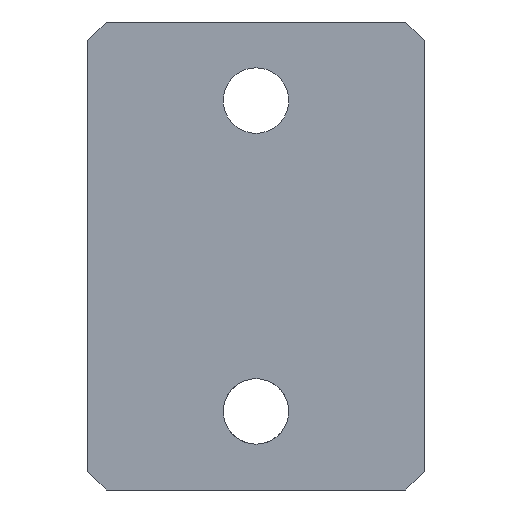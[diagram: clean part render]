
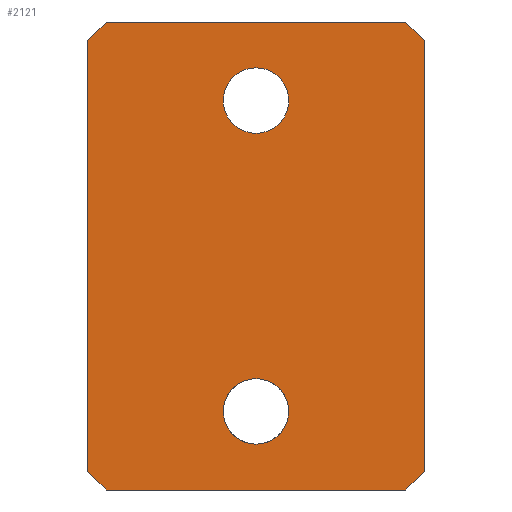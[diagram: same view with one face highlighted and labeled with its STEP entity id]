
A CAD part, front view. The second image highlights one B-rep face of the part: STEP entity #2121.
In plain terms, the highlighted planar face has unit normal (0, -1, 0).
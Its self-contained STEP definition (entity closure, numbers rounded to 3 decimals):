
#25=CIRCLE('',#2222,1.75);
#26=CIRCLE('',#2223,1.75);
#44=FACE_BOUND('',#286,.T.);
#45=FACE_BOUND('',#287,.T.);
#68=PLANE('',#2221);
#171=FACE_OUTER_BOUND('',#285,.T.);
#285=EDGE_LOOP('',(#1681,#1682,#1683,#1684,#1685,#1686,#1687,#1688));
#286=EDGE_LOOP('',(#1689));
#287=EDGE_LOOP('',(#1690));
#431=LINE('',#3476,#674);
#433=LINE('',#3480,#676);
#441=LINE('',#3500,#684);
#442=LINE('',#3502,#685);
#443=LINE('',#3504,#686);
#444=LINE('',#3506,#687);
#445=LINE('',#3508,#688);
#446=LINE('',#3509,#689);
#674=VECTOR('',#2418,10.);
#676=VECTOR('',#2422,10.);
#684=VECTOR('',#2436,10.);
#685=VECTOR('',#2437,10.);
#686=VECTOR('',#2438,10.);
#687=VECTOR('',#2439,10.);
#688=VECTOR('',#2440,10.);
#689=VECTOR('',#2441,10.);
#985=VERTEX_POINT('',#3473);
#986=VERTEX_POINT('',#3475);
#987=VERTEX_POINT('',#3479);
#996=VERTEX_POINT('',#3499);
#997=VERTEX_POINT('',#3501);
#998=VERTEX_POINT('',#3503);
#999=VERTEX_POINT('',#3505);
#1000=VERTEX_POINT('',#3507);
#1001=VERTEX_POINT('',#3510);
#1002=VERTEX_POINT('',#3512);
#1237=EDGE_CURVE('',#985,#986,#431,.T.);
#1239=EDGE_CURVE('',#987,#986,#433,.T.);
#1249=EDGE_CURVE('',#985,#996,#441,.T.);
#1250=EDGE_CURVE('',#997,#996,#442,.T.);
#1251=EDGE_CURVE('',#997,#998,#443,.T.);
#1252=EDGE_CURVE('',#999,#998,#444,.T.);
#1253=EDGE_CURVE('',#999,#1000,#445,.T.);
#1254=EDGE_CURVE('',#987,#1000,#446,.T.);
#1255=EDGE_CURVE('',#1001,#1001,#25,.T.);
#1256=EDGE_CURVE('',#1002,#1002,#26,.T.);
#1681=ORIENTED_EDGE('',*,*,#1237,.F.);
#1682=ORIENTED_EDGE('',*,*,#1249,.T.);
#1683=ORIENTED_EDGE('',*,*,#1250,.F.);
#1684=ORIENTED_EDGE('',*,*,#1251,.T.);
#1685=ORIENTED_EDGE('',*,*,#1252,.F.);
#1686=ORIENTED_EDGE('',*,*,#1253,.T.);
#1687=ORIENTED_EDGE('',*,*,#1254,.F.);
#1688=ORIENTED_EDGE('',*,*,#1239,.T.);
#1689=ORIENTED_EDGE('',*,*,#1255,.T.);
#1690=ORIENTED_EDGE('',*,*,#1256,.T.);
#2121=ADVANCED_FACE('',(#171,#44,#45),#68,.F.);
#2221=AXIS2_PLACEMENT_3D('',#3498,#2434,#2435);
#2222=AXIS2_PLACEMENT_3D('',#3511,#2442,#2443);
#2223=AXIS2_PLACEMENT_3D('',#3513,#2444,#2445);
#2418=DIRECTION('',(0.707,0.,-0.707));
#2422=DIRECTION('',(0.,0.,1.));
#2434=DIRECTION('center_axis',(0.,1.,0.));
#2435=DIRECTION('ref_axis',(1.,0.,0.));
#2436=DIRECTION('',(-1.,0.,0.));
#2437=DIRECTION('',(0.707,0.,0.707));
#2438=DIRECTION('',(0.,0.,-1.));
#2439=DIRECTION('',(-0.707,0.,0.707));
#2440=DIRECTION('',(1.,0.,0.));
#2441=DIRECTION('',(-0.707,0.,-0.707));
#2442=DIRECTION('center_axis',(0.,1.,0.));
#2443=DIRECTION('ref_axis',(1.,0.,0.));
#2444=DIRECTION('center_axis',(0.,1.,0.));
#2445=DIRECTION('ref_axis',(1.,0.,0.));
#3473=CARTESIAN_POINT('',(8.,-2.8,12.5));
#3475=CARTESIAN_POINT('',(9.,-2.8,11.5));
#3476=CARTESIAN_POINT('',(9.375,-2.8,11.125));
#3479=CARTESIAN_POINT('',(9.,-2.8,-11.5));
#3480=CARTESIAN_POINT('',(9.,-2.8,12.5));
#3498=CARTESIAN_POINT('Origin',(0.,-2.8,0.));
#3499=CARTESIAN_POINT('',(-8.,-2.8,12.5));
#3500=CARTESIAN_POINT('',(-9.,-2.8,12.5));
#3501=CARTESIAN_POINT('',(-9.,-2.8,11.5));
#3502=CARTESIAN_POINT('',(-9.375,-2.8,11.125));
#3503=CARTESIAN_POINT('',(-9.,-2.8,-11.5));
#3504=CARTESIAN_POINT('',(-9.,-2.8,-12.5));
#3505=CARTESIAN_POINT('',(-8.,-2.8,-12.5));
#3506=CARTESIAN_POINT('',(-9.375,-2.8,-11.125));
#3507=CARTESIAN_POINT('',(8.,-2.8,-12.5));
#3508=CARTESIAN_POINT('',(9.,-2.8,-12.5));
#3509=CARTESIAN_POINT('',(9.375,-2.8,-11.125));
#3510=CARTESIAN_POINT('',(-1.75,-2.8,-8.3));
#3511=CARTESIAN_POINT('Origin',(0.,-2.8,-8.3));
#3512=CARTESIAN_POINT('',(-1.75,-2.8,8.3));
#3513=CARTESIAN_POINT('Origin',(0.,-2.8,8.3));
